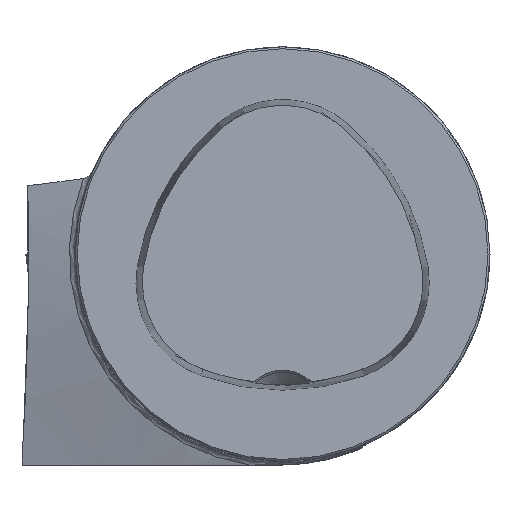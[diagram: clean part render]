
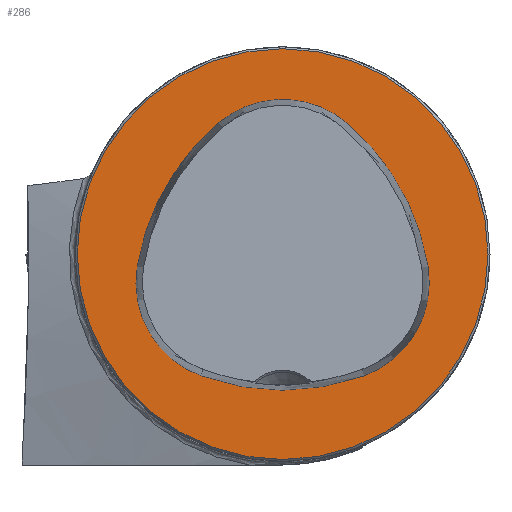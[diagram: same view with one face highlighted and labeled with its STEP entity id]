
A CAD part, top view. The second image highlights one B-rep face of the part: STEP entity #286.
In plain terms, the highlighted planar face has unit normal (0, 0, 1).
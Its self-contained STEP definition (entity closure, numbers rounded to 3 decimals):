
#125=FACE_BOUND('',#493,.T.);
#126=FACE_BOUND('',#494,.T.);
#286=ADVANCED_FACE('CU_E_LO_SU_1',(#125,#126),#361,.T.);
#361=PLANE('',#1700);
#493=EDGE_LOOP('',(#735,#736,#737,#738,#739,#740));
#494=EDGE_LOOP('',(#741));
#571=CIRCLE('',#1691,36.075);
#573=CIRCLE('',#1694,36.075);
#574=CIRCLE('',#1695,15.075);
#575=CIRCLE('',#1696,36.075);
#576=CIRCLE('',#1697,15.075);
#577=CIRCLE('',#1698,15.075);
#578=CIRCLE('',#1699,31.2);
#735=ORIENTED_EDGE('',*,*,#1291,.F.);
#736=ORIENTED_EDGE('',*,*,#1292,.F.);
#737=ORIENTED_EDGE('',*,*,#1293,.F.);
#738=ORIENTED_EDGE('',*,*,#1294,.F.);
#739=ORIENTED_EDGE('',*,*,#1288,.F.);
#740=ORIENTED_EDGE('',*,*,#1295,.F.);
#741=ORIENTED_EDGE('',*,*,#1296,.T.);
#1122=VERTEX_POINT('',#2810);
#1123=VERTEX_POINT('',#2812);
#1125=VERTEX_POINT('',#2818);
#1126=VERTEX_POINT('',#2819);
#1127=VERTEX_POINT('',#2821);
#1128=VERTEX_POINT('',#2823);
#1129=VERTEX_POINT('',#2827);
#1288=EDGE_CURVE('',#1122,#1123,#571,.T.);
#1291=EDGE_CURVE('',#1125,#1126,#573,.T.);
#1292=EDGE_CURVE('',#1127,#1125,#574,.T.);
#1293=EDGE_CURVE('',#1128,#1127,#575,.T.);
#1294=EDGE_CURVE('',#1123,#1128,#576,.T.);
#1295=EDGE_CURVE('',#1126,#1122,#577,.T.);
#1296=EDGE_CURVE('',#1129,#1129,#578,.T.);
#1691=AXIS2_PLACEMENT_3D('',#2811,#1904,#1905);
#1694=AXIS2_PLACEMENT_3D('',#2817,#1911,#1912);
#1695=AXIS2_PLACEMENT_3D('',#2820,#1913,#1914);
#1696=AXIS2_PLACEMENT_3D('',#2822,#1915,#1916);
#1697=AXIS2_PLACEMENT_3D('',#2824,#1917,#1918);
#1698=AXIS2_PLACEMENT_3D('',#2825,#1919,#1920);
#1699=AXIS2_PLACEMENT_3D('',#2826,#1921,#1922);
#1700=AXIS2_PLACEMENT_3D('',#2828,#1923,#1924);
#1904=DIRECTION('',(0.,0.,1.));
#1905=DIRECTION('',(1.,0.,0.));
#1911=DIRECTION('',(0.,0.,1.));
#1912=DIRECTION('',(1.,0.,0.));
#1913=DIRECTION('',(0.,0.,1.));
#1914=DIRECTION('',(1.,0.,0.));
#1915=DIRECTION('',(0.,0.,1.));
#1916=DIRECTION('',(1.,0.,0.));
#1917=DIRECTION('',(0.,0.,1.));
#1918=DIRECTION('',(1.,0.,0.));
#1919=DIRECTION('',(0.,0.,1.));
#1920=DIRECTION('',(1.,0.,0.));
#1921=DIRECTION('',(0.,0.,1.));
#1922=DIRECTION('',(1.,0.,0.));
#1923=DIRECTION('',(0.,0.,1.));
#1924=DIRECTION('',(1.,0.,0.));
#2810=CARTESIAN_POINT('',(-12.368,-18.489,0.));
#2811=CARTESIAN_POINT('',(0.,15.4,0.));
#2812=CARTESIAN_POINT('',(12.368,-18.489,0.));
#2817=CARTESIAN_POINT('',(13.535,-7.656,0.));
#2818=CARTESIAN_POINT('',(-9.716,19.927,0.));
#2819=CARTESIAN_POINT('',(-22.084,-1.937,0.));
#2820=CARTESIAN_POINT('',(0.,8.4,0.));
#2821=CARTESIAN_POINT('',(9.716,19.927,0.));
#2822=CARTESIAN_POINT('',(-13.535,-7.656,0.));
#2823=CARTESIAN_POINT('',(22.084,-1.937,0.));
#2824=CARTESIAN_POINT('',(7.2,-4.327,0.));
#2825=CARTESIAN_POINT('',(-7.2,-4.327,0.));
#2826=CARTESIAN_POINT('',(0.,0.,0.));
#2827=CARTESIAN_POINT('',(31.2,0.,0.));
#2828=CARTESIAN_POINT('',(0.,0.,0.));
